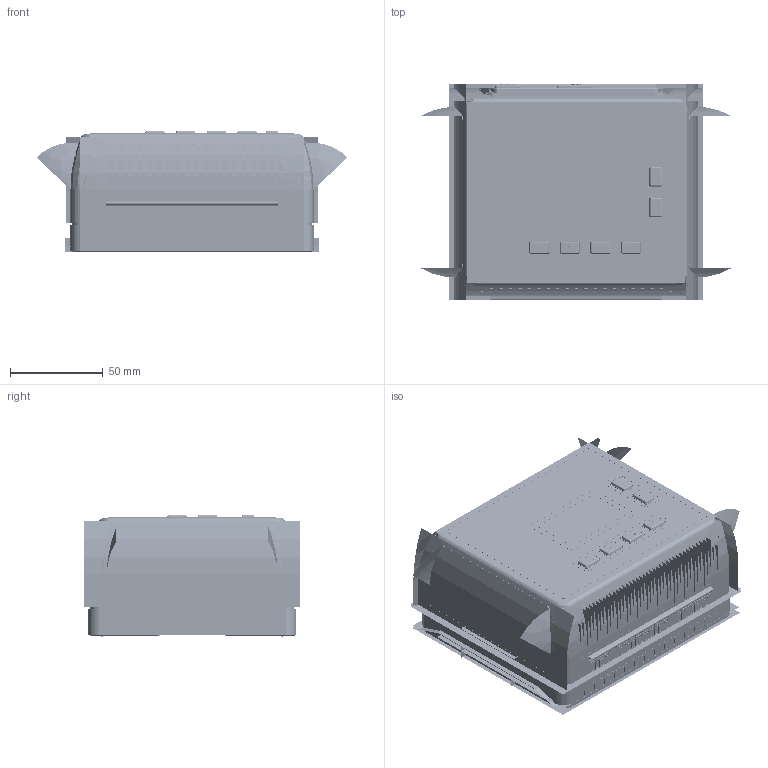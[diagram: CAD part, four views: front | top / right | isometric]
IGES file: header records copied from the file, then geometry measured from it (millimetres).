
Start section:  PTC IGES file: 193434.igs
Global section: file name: 193434.igs; native system: Creo Parametric by Parametric Technology Corporation; preprocessor: 2013230; author: pdmadmin; organization: Unknown; date: 20160309.143615; units: millimetre
Bounding box: 167.14 x 116.83 x 65.79 mm (x, y, z)
Volume: 252886.4 mm3; surface area: 3673416 mm2
Topology: 93 solids, 121 shells, 24714 faces, 136470 edges, 179238 vertices
Faces by surface type: bspline 16894, revolution 7724, extrusion 96
